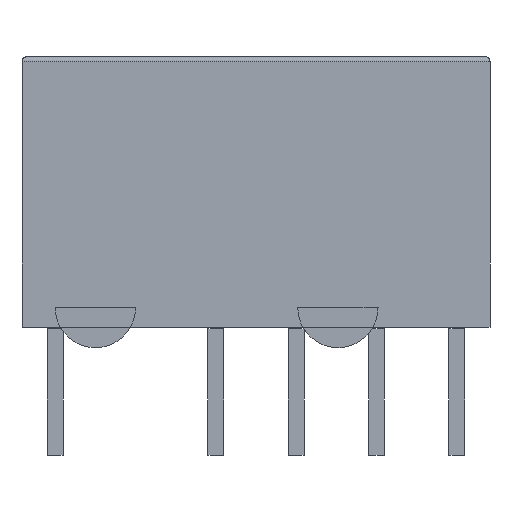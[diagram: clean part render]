
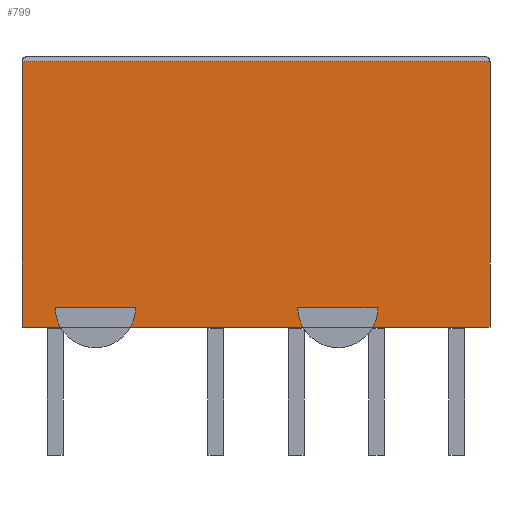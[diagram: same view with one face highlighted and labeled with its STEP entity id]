
A CAD part, left-side view. The second image highlights one B-rep face of the part: STEP entity #799.
In plain terms, the highlighted planar face has unit normal (-1, 0, 0).
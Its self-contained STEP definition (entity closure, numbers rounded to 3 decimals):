
#13=DIRECTION('',(0.,0.,1.));
#689=VERTEX_POINT('',#690);
#690=CARTESIAN_POINT('',(-1.11,1.05,9.05));
#696=EDGE_CURVE('',#697,#689,#699,.T.);
#697=VERTEX_POINT('',#698);
#698=CARTESIAN_POINT('',(-1.11,1.05,0.65));
#699=LINE('',#698,#700);
#700=VECTOR('',#13,1.);
#724=DIRECTION('',(0.,-1.,0.));
#799=ADVANCED_FACE('',(#800),#860,.F.);
#800=FACE_BOUND('',#801,.F.);
#801=EDGE_LOOP('',(#802,#803,#809,#814,#819,#828,#834,#838,    #842,#849,#854,#858));
#802=ORIENTED_EDGE('',*,*,#696,.T.);
#803=ORIENTED_EDGE('',*,*,#804,.T.);
#804=EDGE_CURVE('',#689,#805,#807,.T.);
#805=VERTEX_POINT('',#806);
#806=CARTESIAN_POINT('',(-1.11,-13.75,9.05));
#807=LINE('',#690,#808);
#808=VECTOR('',#724,1.);
#809=ORIENTED_EDGE('',*,*,#810,.F.);
#810=EDGE_CURVE('',#811,#805,#813,.T.);
#811=VERTEX_POINT('',#812);
#812=CARTESIAN_POINT('',(-1.11,-13.75,0.65));
#813=LINE('',#812,#700);
#814=ORIENTED_EDGE('',*,*,#815,.F.);
#815=EDGE_CURVE('',#816,#811,#818,.T.);
#816=VERTEX_POINT('',#817);
#817=CARTESIAN_POINT('',(-1.11,-10.048,0.65));
#818=LINE('',#698,#808);
#819=ORIENTED_EDGE('',*,*,#820,.F.);
#820=EDGE_CURVE('',#821,#816,#823,.T.);
#821=VERTEX_POINT('',#822);
#822=CARTESIAN_POINT('',(-1.11,-10.21,1.27));
#823=CIRCLE('',#824,1.27);
#824=AXIS2_PLACEMENT_3D('',#825,#826,#827);
#825=CARTESIAN_POINT('',(-1.11,-8.94,1.27));
#826=DIRECTION('',(1.,0.,0.));
#827=DIRECTION('',(0.,1.,0.));
#828=ORIENTED_EDGE('',*,*,#829,.T.);
#829=EDGE_CURVE('',#821,#830,#832,.T.);
#830=VERTEX_POINT('',#831);
#831=CARTESIAN_POINT('',(-1.11,-7.67,1.27));
#832=LINE('',#822,#833);
#833=VECTOR('',#827,1.);
#834=ORIENTED_EDGE('',*,*,#835,.F.);
#835=EDGE_CURVE('',#836,#830,#823,.T.);
#836=VERTEX_POINT('',#837);
#837=CARTESIAN_POINT('',(-1.11,-7.832,0.65));
#838=ORIENTED_EDGE('',*,*,#839,.F.);
#839=EDGE_CURVE('',#840,#836,#818,.T.);
#840=VERTEX_POINT('',#841);
#841=CARTESIAN_POINT('',(-1.11,-2.378,0.65));
#842=ORIENTED_EDGE('',*,*,#843,.F.);
#843=EDGE_CURVE('',#844,#840,#846,.T.);
#844=VERTEX_POINT('',#845);
#845=CARTESIAN_POINT('',(-1.11,-2.54,1.27));
#846=CIRCLE('',#847,1.27);
#847=AXIS2_PLACEMENT_3D('',#848,#826,#827);
#848=CARTESIAN_POINT('',(-1.11,-1.27,1.27));
#849=ORIENTED_EDGE('',*,*,#850,.T.);
#850=EDGE_CURVE('',#844,#851,#853,.T.);
#851=VERTEX_POINT('',#852);
#852=CARTESIAN_POINT('',(-1.11,0.,1.27));
#853=LINE('',#845,#833);
#854=ORIENTED_EDGE('',*,*,#855,.F.);
#855=EDGE_CURVE('',#856,#851,#846,.T.);
#856=VERTEX_POINT('',#857);
#857=CARTESIAN_POINT('',(-1.11,-0.162,0.65));
#858=ORIENTED_EDGE('',*,*,#859,.F.);
#859=EDGE_CURVE('',#697,#856,#818,.T.);
#860=PLANE('',#861);
#861=AXIS2_PLACEMENT_3D('',#698,#862,#724);
#862=DIRECTION('',(1.,0.,0.));
